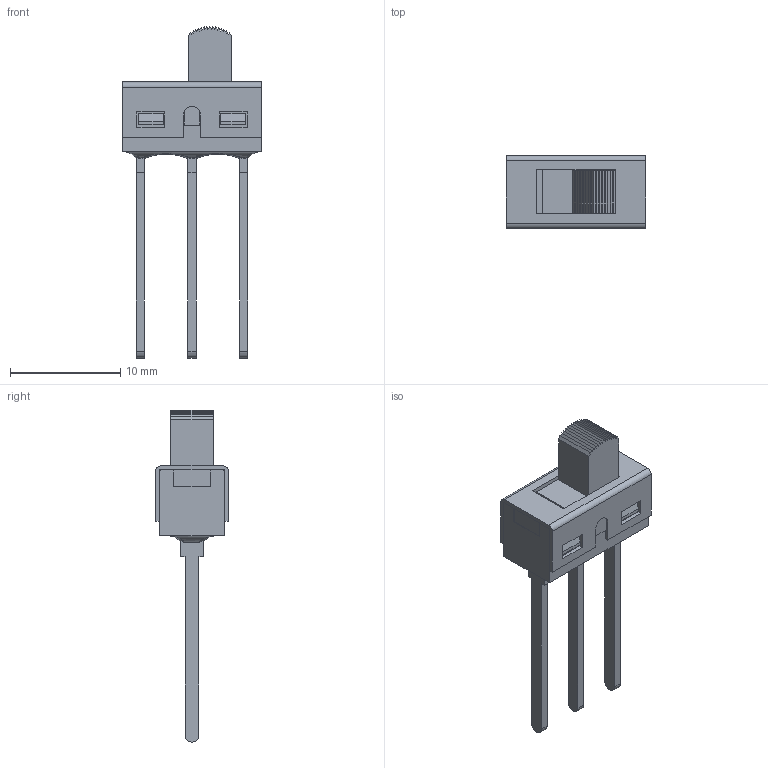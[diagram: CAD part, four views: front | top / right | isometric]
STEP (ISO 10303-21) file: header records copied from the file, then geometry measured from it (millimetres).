
FILE_DESCRIPTION(/* description */ (''),/* implementation_level */ '2;1');
FILE_NAME(/* name */ '500SSPxS1M51xEA.stp',/* time_stamp */ '2026-01-12T12:29:13-06:00',/* author */ ('jmeyers'),/* organization */ (''),/* preprocessor_version */ 'ST-DEVELOPER v18.1',/* originating_system */ 'Autodesk Inventor 2022',/* authorisation */ '');
FILE_SCHEMA (('AUTOMOTIVE_DESIGN { 1 0 10303 214 3 1 1 }'));
Length unit declared in the file: inch
Products named in the file (1): Part13
Bounding box: 12.7 x 6.6 x 30.13 mm (x, y, z)
Volume: 397.1 mm3; surface area: 1222.4 mm2
Topology: 1 solids, 1 shells, 199 faces, 572 edges, 377 vertices
Faces by surface type: plane 172, cylinder 18, bspline 8, cone 1
Full cylindrical faces by diameter (mm): 2.4 x1
Entity records: 6865 total; most frequent: CARTESIAN_POINT 1640, ORIENTED_EDGE 1144, DIRECTION 963, EDGE_CURVE 572, LINE 473, VECTOR 473, VERTEX_POINT 377, AXIS2_PLACEMENT_3D 245
